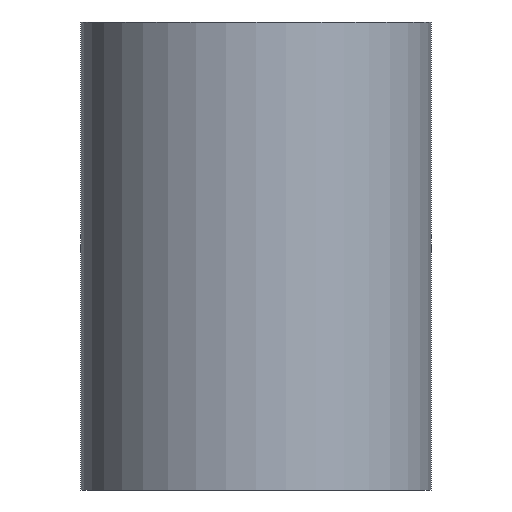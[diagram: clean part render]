
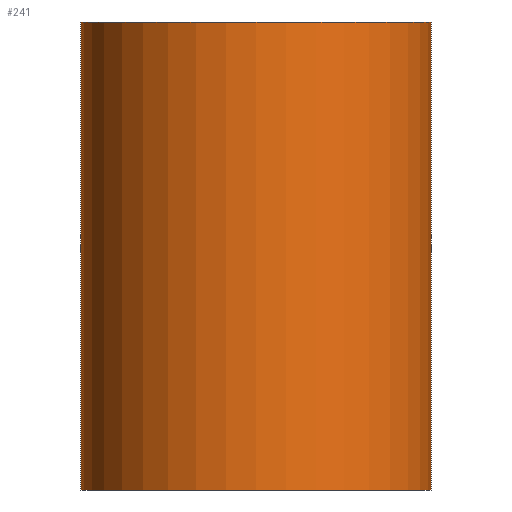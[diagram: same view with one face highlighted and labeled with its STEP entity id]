
A CAD part, front view. The second image highlights one B-rep face of the part: STEP entity #241.
In plain terms, the highlighted cylindrical face has radius 38 mm (diameter 76 mm), a partial arc.
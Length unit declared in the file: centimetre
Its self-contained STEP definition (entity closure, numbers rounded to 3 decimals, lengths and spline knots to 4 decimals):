
#2 = CARTESIAN_POINT ( 'NONE',  ( -3.8, 0., 10.16 ) ) ;
#5 = CARTESIAN_POINT ( 'NONE',  ( 3.8, 0., 10.16 ) ) ;
#7 = CARTESIAN_POINT ( 'NONE',  ( -3.8, 0., 10.16 ) ) ;
#12 = DIRECTION ( 'NONE',  ( 0., 0., -1. ) ) ;
#14 = ORIENTED_EDGE ( 'NONE', *, *, #62, .T. ) ;
#20 = CARTESIAN_POINT ( 'NONE',  ( 0., 0., 0. ) ) ;
#24 = DIRECTION ( 'NONE',  ( 1., 0., 0. ) ) ;
#26 = CYLINDRICAL_SURFACE ( 'NONE', #245, 3.8 ) ;
#32 = VERTEX_POINT ( 'NONE', #95 ) ;
#35 = FACE_OUTER_BOUND ( 'NONE', #174, .T. ) ;
#46 = CARTESIAN_POINT ( 'NONE',  ( 3.8, 0., 0. ) ) ;
#49 = VECTOR ( 'NONE', #114, 100. ) ;
#62 = EDGE_CURVE ( 'NONE', #97, #131, #199, .T. ) ;
#71 = DIRECTION ( 'NONE',  ( 0., 0., 1. ) ) ;
#81 = CARTESIAN_POINT ( 'NONE',  ( -3.8, 0., 0. ) ) ;
#89 = AXIS2_PLACEMENT_3D ( 'NONE', #20, #71, #191 ) ;
#92 = ORIENTED_EDGE ( 'NONE', *, *, #142, .F. ) ;
#95 = CARTESIAN_POINT ( 'NONE',  ( 3.8, 0., 10.16 ) ) ;
#97 = VERTEX_POINT ( 'NONE', #81 ) ;
#114 = DIRECTION ( 'NONE',  ( 0., 0., -1. ) ) ;
#118 = VERTEX_POINT ( 'NONE', #7 ) ;
#124 = LINE ( 'NONE', #5, #132 ) ;
#127 = AXIS2_PLACEMENT_3D ( 'NONE', #141, #219, #24 ) ;
#131 = VERTEX_POINT ( 'NONE', #46 ) ;
#132 = VECTOR ( 'NONE', #202, 100. ) ;
#141 = CARTESIAN_POINT ( 'NONE',  ( 0., 0., 10.16 ) ) ;
#142 = EDGE_CURVE ( 'NONE', #32, #131, #124, .T. ) ;
#150 = EDGE_CURVE ( 'NONE', #118, #32, #182, .T. ) ;
#157 = ORIENTED_EDGE ( 'NONE', *, *, #150, .F. ) ;
#173 = LINE ( 'NONE', #2, #49 ) ;
#174 = EDGE_LOOP ( 'NONE', ( #92, #157, #210, #14 ) ) ;
#182 = CIRCLE ( 'NONE', #127, 3.8 ) ;
#191 = DIRECTION ( 'NONE',  ( 1., 0., 0. ) ) ;
#199 = CIRCLE ( 'NONE', #89, 3.8 ) ;
#202 = DIRECTION ( 'NONE',  ( 0., 0., -1. ) ) ;
#206 = EDGE_CURVE ( 'NONE', #118, #97, #173, .T. ) ;
#210 = ORIENTED_EDGE ( 'NONE', *, *, #206, .T. ) ;
#213 = DIRECTION ( 'NONE',  ( -1., 0., 0. ) ) ;
#219 = DIRECTION ( 'NONE',  ( 0., 0., 1. ) ) ;
#241 = ADVANCED_FACE ( 'NONE', ( #35 ), #26, .T. ) ;
#245 = AXIS2_PLACEMENT_3D ( 'NONE', #247, #12, #213 ) ;
#247 = CARTESIAN_POINT ( 'NONE',  ( 0., 0., 10.16 ) ) ;
